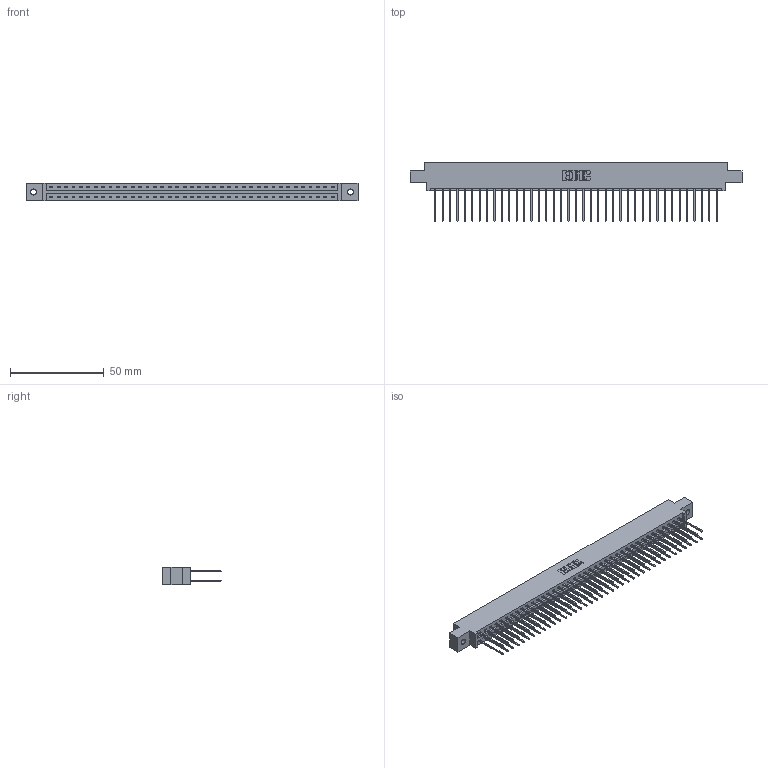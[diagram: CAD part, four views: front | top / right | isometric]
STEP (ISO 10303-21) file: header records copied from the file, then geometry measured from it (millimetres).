
FILE_DESCRIPTION (( 'STEP AP203' ), '1' );
FILE_NAME ('337-078-542-802.STEP', '2018-08-12T16:13:59', ( '' ), ( '' ), 'SwSTEP 2.0', 'SolidWorks 2016', '' );
FILE_SCHEMA (( 'CONFIG_CONTROL_DESIGN' ));
Length unit declared in the file: inch
Products named in the file (3): 337 Part_0.170 Offset - 0.128 Dia; 345-292-001_345-293-142; 337-078-542-802
Assembly tree (79 placements, depth 2):
  337-078-542-802
    337 Part_0.170 Offset - 0.128 Dia
    345-292-001_345-293-142  x78
Bounding box: 177.55 x 31.63 x 9.4 mm (x, y, z)
Volume: 18880.7 mm3; surface area: 22963.3 mm2
Topology: 79 solids, 79 shells, 4330 faces, 12881 edges, 8482 vertices
Faces by surface type: plane 3038, cylinder 1292
Entity records: 30779 total; most frequent: CARTESIAN_POINT 5190, ORIENTED_EDGE 5126, DIRECTION 4419, EDGE_CURVE 2563, VECTOR 2435, LINE 2435, VERTEX_POINT 1706, AXIS2_PLACEMENT_3D 992
